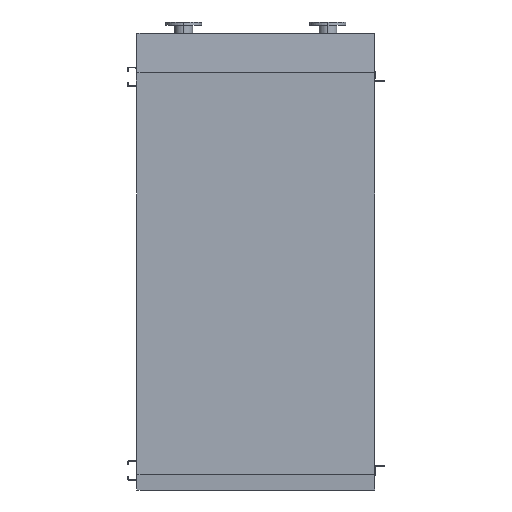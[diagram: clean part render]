
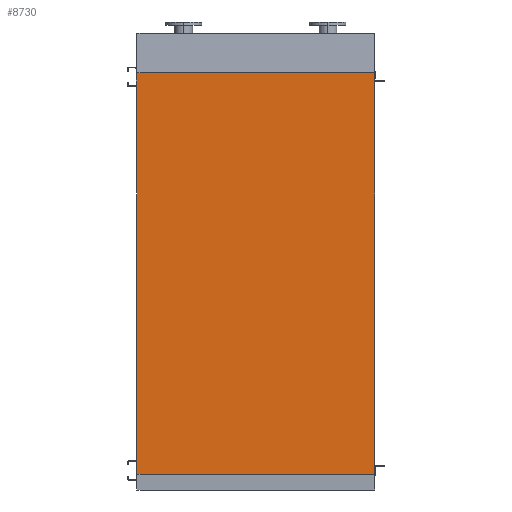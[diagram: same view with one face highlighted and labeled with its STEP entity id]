
A CAD part, front view. The second image highlights one B-rep face of the part: STEP entity #8730.
In plain terms, the highlighted planar face has unit normal (0, -1, 0).
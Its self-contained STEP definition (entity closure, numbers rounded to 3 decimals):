
#180 = EDGE_CURVE ( 'NONE', #5777, #3427, #5685, .T. ) ;
#598 = CARTESIAN_POINT ( 'NONE',  ( -725., 0., -2450. ) ) ;
#614 = FACE_OUTER_BOUND ( 'NONE', #2677, .T. ) ;
#1425 = DIRECTION ( 'NONE',  ( 0., -1., 0. ) ) ;
#1590 = VECTOR ( 'NONE', #5327, 1000. ) ;
#1756 = DIRECTION ( 'NONE',  ( 1., 0., 0. ) ) ;
#1926 = VECTOR ( 'NONE', #1756, 1000. ) ;
#2095 = ORIENTED_EDGE ( 'NONE', *, *, #9416, .F. ) ;
#2144 = EDGE_CURVE ( 'NONE', #8749, #3427, #4127, .T. ) ;
#2677 = EDGE_LOOP ( 'NONE', ( #5843, #2095, #3374, #2679 ) ) ;
#2679 = ORIENTED_EDGE ( 'NONE', *, *, #180, .T. ) ;
#2975 = CARTESIAN_POINT ( 'NONE',  ( 725., 0., 0. ) ) ;
#3374 = ORIENTED_EDGE ( 'NONE', *, *, #3380, .T. ) ;
#3380 = EDGE_CURVE ( 'NONE', #3763, #5777, #7406, .T. ) ;
#3427 = VERTEX_POINT ( 'NONE', #2975 ) ;
#3763 = VERTEX_POINT ( 'NONE', #4382 ) ;
#3810 = DIRECTION ( 'NONE',  ( 0., 0., -1. ) ) ;
#4127 = LINE ( 'NONE', #7162, #1926 ) ;
#4382 = CARTESIAN_POINT ( 'NONE',  ( -725., 0., -2450. ) ) ;
#4579 = CARTESIAN_POINT ( 'NONE',  ( 725., 0., -2450. ) ) ;
#4913 = AXIS2_PLACEMENT_3D ( 'NONE', #8464, #1425, #3810 ) ;
#5327 = DIRECTION ( 'NONE',  ( 1., 0., 0. ) ) ;
#5507 = LINE ( 'NONE', #8635, #8864 ) ;
#5685 = LINE ( 'NONE', #4579, #10096 ) ;
#5777 = VERTEX_POINT ( 'NONE', #7315 ) ;
#5843 = ORIENTED_EDGE ( 'NONE', *, *, #2144, .F. ) ;
#6949 = DIRECTION ( 'NONE',  ( 0., 0., 1. ) ) ;
#7003 = DIRECTION ( 'NONE',  ( 0., 0., 1. ) ) ;
#7162 = CARTESIAN_POINT ( 'NONE',  ( -725., 0., 0. ) ) ;
#7315 = CARTESIAN_POINT ( 'NONE',  ( 725., 0., -2450. ) ) ;
#7406 = LINE ( 'NONE', #598, #1590 ) ;
#8464 = CARTESIAN_POINT ( 'NONE',  ( -725., 0., -2450. ) ) ;
#8635 = CARTESIAN_POINT ( 'NONE',  ( -725., 0., -2450. ) ) ;
#8730 = ADVANCED_FACE ( 'NONE', ( #614 ), #10005, .T. ) ;
#8749 = VERTEX_POINT ( 'NONE', #9282 ) ;
#8864 = VECTOR ( 'NONE', #7003, 1000. ) ;
#9282 = CARTESIAN_POINT ( 'NONE',  ( -725., 0., 0. ) ) ;
#9416 = EDGE_CURVE ( 'NONE', #3763, #8749, #5507, .T. ) ;
#10005 = PLANE ( 'NONE',  #4913 ) ;
#10096 = VECTOR ( 'NONE', #6949, 1000. ) ;
